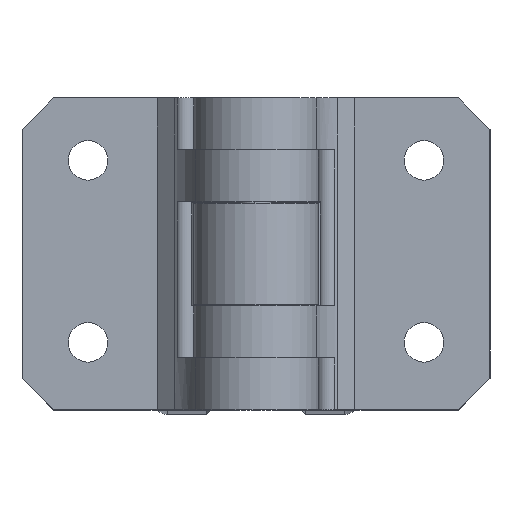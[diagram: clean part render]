
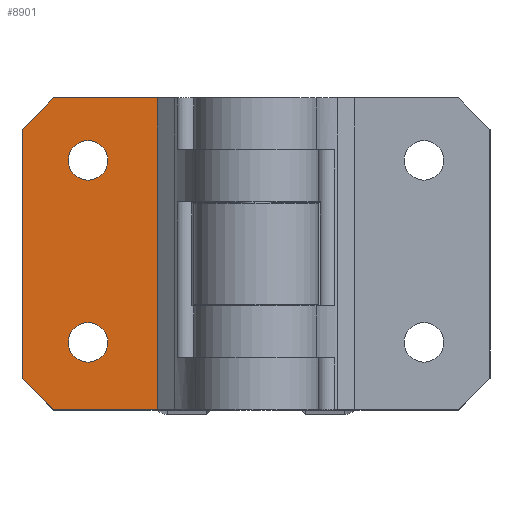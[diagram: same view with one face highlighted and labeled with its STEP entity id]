
A CAD part, top view. The second image highlights one B-rep face of the part: STEP entity #8901.
In plain terms, the highlighted face is planar.
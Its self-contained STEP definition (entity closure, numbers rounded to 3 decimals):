
#288 = VERTEX_POINT ( 'NONE', #2961 ) ;
#294 = LINE ( 'NONE', #3122, #8697 ) ;
#390 = DIRECTION ( 'NONE',  ( 0., 0., -1. ) ) ;
#401 = EDGE_CURVE ( 'NONE', #946, #2655, #2531, .T. ) ;
#416 = VECTOR ( 'NONE', #3361, 1000. ) ;
#466 = VERTEX_POINT ( 'NONE', #8722 ) ;
#946 = VERTEX_POINT ( 'NONE', #8623 ) ;
#997 = FACE_BOUND ( 'NONE', #2046, .T. ) ;
#1027 = ORIENTED_EDGE ( 'NONE', *, *, #2369, .T. ) ;
#1149 = CARTESIAN_POINT ( 'NONE',  ( 13., 0., -15. ) ) ;
#1564 = AXIS2_PLACEMENT_3D ( 'NONE', #3241, #8985, #6853 ) ;
#2024 = ORIENTED_EDGE ( 'NONE', *, *, #8778, .F. ) ;
#2046 = EDGE_LOOP ( 'NONE', ( #2024, #7698 ) ) ;
#2047 = VECTOR ( 'NONE', #8590, 1000. ) ;
#2094 = AXIS2_PLACEMENT_3D ( 'NONE', #4923, #7617, #8366 ) ;
#2107 = AXIS2_PLACEMENT_3D ( 'NONE', #8274, #7625, #390 ) ;
#2343 = VERTEX_POINT ( 'NONE', #8147 ) ;
#2363 = ORIENTED_EDGE ( 'NONE', *, *, #401, .T. ) ;
#2369 = EDGE_CURVE ( 'NONE', #2655, #6159, #5449, .T. ) ;
#2531 = LINE ( 'NONE', #1149, #6866 ) ;
#2621 = VECTOR ( 'NONE', #8465, 1000. ) ;
#2655 = VERTEX_POINT ( 'NONE', #2898 ) ;
#2797 = LINE ( 'NONE', #5538, #416 ) ;
#2842 = LINE ( 'NONE', #4791, #2621 ) ;
#2847 = AXIS2_PLACEMENT_3D ( 'NONE', #6204, #8489, #4112 ) ;
#2898 = CARTESIAN_POINT ( 'NONE',  ( 3., 0., -15. ) ) ;
#2961 = CARTESIAN_POINT ( 'NONE',  ( 6.35, 0., -10.9 ) ) ;
#3122 = CARTESIAN_POINT ( 'NONE',  ( 0., 0., 15. ) ) ;
#3241 = CARTESIAN_POINT ( 'NONE',  ( 6.35, 0., 8.5 ) ) ;
#3361 = DIRECTION ( 'NONE',  ( -1., 0., 0. ) ) ;
#3520 = CARTESIAN_POINT ( 'NONE',  ( 13., 0., 15. ) ) ;
#3717 = ORIENTED_EDGE ( 'NONE', *, *, #5639, .T. ) ;
#3735 = VERTEX_POINT ( 'NONE', #5416 ) ;
#3771 = EDGE_CURVE ( 'NONE', #3735, #6949, #7208, .T. ) ;
#4103 = ORIENTED_EDGE ( 'NONE', *, *, #3771, .F. ) ;
#4112 = DIRECTION ( 'NONE',  ( 0., 0., 1. ) ) ;
#4161 = EDGE_CURVE ( 'NONE', #5605, #6159, #294, .T. ) ;
#4576 = DIRECTION ( 'NONE',  ( -0.707, 0., 0.707 ) ) ;
#4668 = CARTESIAN_POINT ( 'NONE',  ( 0., 0., -12. ) ) ;
#4712 = ORIENTED_EDGE ( 'NONE', *, *, #5376, .F. ) ;
#4791 = CARTESIAN_POINT ( 'NONE',  ( 3., 0., 15. ) ) ;
#4923 = CARTESIAN_POINT ( 'NONE',  ( 6.35, 0., -9. ) ) ;
#5033 = ORIENTED_EDGE ( 'NONE', *, *, #4161, .F. ) ;
#5217 = PLANE ( 'NONE',  #6563 ) ;
#5247 = EDGE_CURVE ( 'NONE', #5605, #466, #2842, .T. ) ;
#5376 = EDGE_CURVE ( 'NONE', #6157, #466, #2797, .T. ) ;
#5416 = CARTESIAN_POINT ( 'NONE',  ( 6.35, 0., 10.4 ) ) ;
#5449 = LINE ( 'NONE', #4668, #8072 ) ;
#5511 = CARTESIAN_POINT ( 'NONE',  ( 0., 0., 12. ) ) ;
#5525 = CARTESIAN_POINT ( 'NONE',  ( 6.35, 0., 6.6 ) ) ;
#5538 = CARTESIAN_POINT ( 'NONE',  ( 13., 0., 15. ) ) ;
#5605 = VERTEX_POINT ( 'NONE', #5511 ) ;
#5639 = EDGE_CURVE ( 'NONE', #6157, #946, #6496, .T. ) ;
#5802 = CIRCLE ( 'NONE', #2094, 1.9 ) ;
#5957 = DIRECTION ( 'NONE',  ( 0., 0., -1. ) ) ;
#6000 = DIRECTION ( 'NONE',  ( 0., 0., -1. ) ) ;
#6107 = CIRCLE ( 'NONE', #2107, 1.9 ) ;
#6157 = VERTEX_POINT ( 'NONE', #6339 ) ;
#6159 = VERTEX_POINT ( 'NONE', #8435 ) ;
#6169 = ORIENTED_EDGE ( 'NONE', *, *, #5247, .T. ) ;
#6204 = CARTESIAN_POINT ( 'NONE',  ( 6.35, 0., -9. ) ) ;
#6339 = CARTESIAN_POINT ( 'NONE',  ( 13., 0., 15. ) ) ;
#6446 = CARTESIAN_POINT ( 'NONE',  ( 13., 0., 15. ) ) ;
#6496 = LINE ( 'NONE', #3520, #2047 ) ;
#6563 = AXIS2_PLACEMENT_3D ( 'NONE', #6446, #8051, #5957 ) ;
#6853 = DIRECTION ( 'NONE',  ( 0., 0., -1. ) ) ;
#6866 = VECTOR ( 'NONE', #7324, 1000. ) ;
#6949 = VERTEX_POINT ( 'NONE', #5525 ) ;
#6974 = EDGE_CURVE ( 'NONE', #288, #2343, #5802, .T. ) ;
#7099 = ORIENTED_EDGE ( 'NONE', *, *, #9018, .F. ) ;
#7208 = CIRCLE ( 'NONE', #1564, 1.9 ) ;
#7324 = DIRECTION ( 'NONE',  ( -1., 0., 0. ) ) ;
#7355 = FACE_OUTER_BOUND ( 'NONE', #8905, .T. ) ;
#7617 = DIRECTION ( 'NONE',  ( 0., 1., 0. ) ) ;
#7625 = DIRECTION ( 'NONE',  ( 0., 1., 0. ) ) ;
#7698 = ORIENTED_EDGE ( 'NONE', *, *, #6974, .F. ) ;
#8051 = DIRECTION ( 'NONE',  ( 0., -1., 0. ) ) ;
#8072 = VECTOR ( 'NONE', #4576, 1000. ) ;
#8147 = CARTESIAN_POINT ( 'NONE',  ( 6.35, 0., -7.1 ) ) ;
#8274 = CARTESIAN_POINT ( 'NONE',  ( 6.35, 0., 8.5 ) ) ;
#8366 = DIRECTION ( 'NONE',  ( 0., 0., 1. ) ) ;
#8435 = CARTESIAN_POINT ( 'NONE',  ( 0., 0., -12. ) ) ;
#8465 = DIRECTION ( 'NONE',  ( 0.707, 0., 0.707 ) ) ;
#8489 = DIRECTION ( 'NONE',  ( 0., 1., 0. ) ) ;
#8583 = FACE_BOUND ( 'NONE', #8723, .T. ) ;
#8590 = DIRECTION ( 'NONE',  ( 0., 0., -1. ) ) ;
#8623 = CARTESIAN_POINT ( 'NONE',  ( 13., 0., -15. ) ) ;
#8643 = CIRCLE ( 'NONE', #2847, 1.9 ) ;
#8697 = VECTOR ( 'NONE', #6000, 1000. ) ;
#8722 = CARTESIAN_POINT ( 'NONE',  ( 3., 0., 15. ) ) ;
#8723 = EDGE_LOOP ( 'NONE', ( #4103, #7099 ) ) ;
#8778 = EDGE_CURVE ( 'NONE', #2343, #288, #8643, .T. ) ;
#8901 = ADVANCED_FACE ( 'NONE', ( #997, #8583, #7355 ), #5217, .F. ) ;
#8905 = EDGE_LOOP ( 'NONE', ( #2363, #1027, #5033, #6169, #4712, #3717 ) ) ;
#8985 = DIRECTION ( 'NONE',  ( 0., 1., 0. ) ) ;
#9018 = EDGE_CURVE ( 'NONE', #6949, #3735, #6107, .T. ) ;
